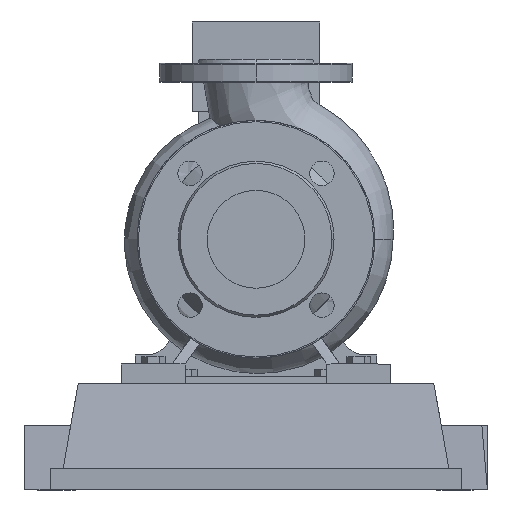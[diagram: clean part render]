
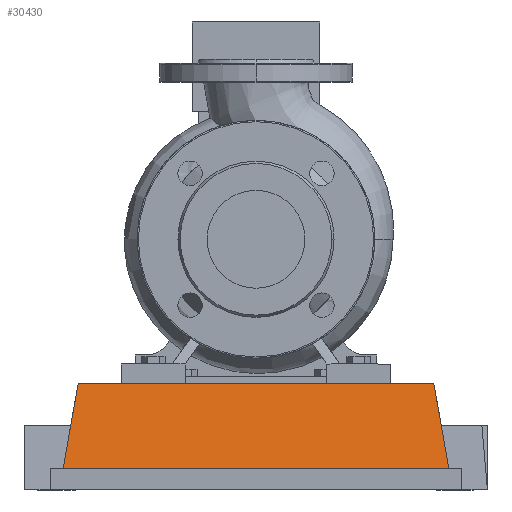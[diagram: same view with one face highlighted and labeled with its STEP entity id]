
A CAD part, left-side view. The second image highlights one B-rep face of the part: STEP entity #30430.
In plain terms, the highlighted planar face has unit normal (-0.985, 0, 0.174).
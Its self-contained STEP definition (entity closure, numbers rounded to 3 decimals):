
#28686=CARTESIAN_POINT('',(-65.,-150.,16.6));
#28687=VERTEX_POINT('',#28686);
#28694=CARTESIAN_POINT('',(-65.,150.0,16.6));
#28695=VERTEX_POINT('',#28694);
#28696=CARTESIAN_POINT('',(-65.,-150.,16.6));
#28697=DIRECTION('',(0.0,1.0,0.0));
#28698=VECTOR('',#28697,300.0);
#28699=LINE('',#28696,#28698);
#28700=EDGE_CURVE('',#28687,#28695,#28699,.T.);
#30164=CARTESIAN_POINT('',(-53.292,-138.292,83.0));
#30165=VERTEX_POINT('',#30164);
#30172=CARTESIAN_POINT('',(-65.,-150.,16.6));
#30173=DIRECTION('',(0.171,0.171,0.97));
#30174=VECTOR('',#30173,68.433);
#30175=LINE('',#30172,#30174);
#30176=EDGE_CURVE('',#28687,#30165,#30175,.T.);
#30407=CARTESIAN_POINT('',(-65.,-150.,16.6));
#30408=DIRECTION('',(-0.985,0.,0.174));
#30409=DIRECTION('',(0.0,-1.0,0.0));
#30410=AXIS2_PLACEMENT_3D('',#30407,#30408,#30409);
#30411=PLANE('',#30410);
#30412=CARTESIAN_POINT('',(-53.292,138.292,83.0));
#30413=VERTEX_POINT('',#30412);
#30414=CARTESIAN_POINT('',(-53.292,-138.292,83.0));
#30415=DIRECTION('',(0.0,1.0,0.0));
#30416=VECTOR('',#30415,276.584);
#30417=LINE('',#30414,#30416);
#30418=EDGE_CURVE('',#30165,#30413,#30417,.T.);
#30419=ORIENTED_EDGE('',*,*,#30418,.T.);
#30420=CARTESIAN_POINT('',(-65.,150.0,16.6));
#30421=DIRECTION('',(0.171,-0.171,0.97));
#30422=VECTOR('',#30421,68.433);
#30423=LINE('',#30420,#30422);
#30424=EDGE_CURVE('',#28695,#30413,#30423,.T.);
#30425=ORIENTED_EDGE('',*,*,#30424,.F.);
#30426=ORIENTED_EDGE('',*,*,#28700,.F.);
#30427=ORIENTED_EDGE('',*,*,#30176,.T.);
#30428=EDGE_LOOP('',(#30419,#30425,#30426,#30427));
#30429=FACE_OUTER_BOUND('',#30428,.T.);
#30430=ADVANCED_FACE('',(#30429),#30411,.T.);
